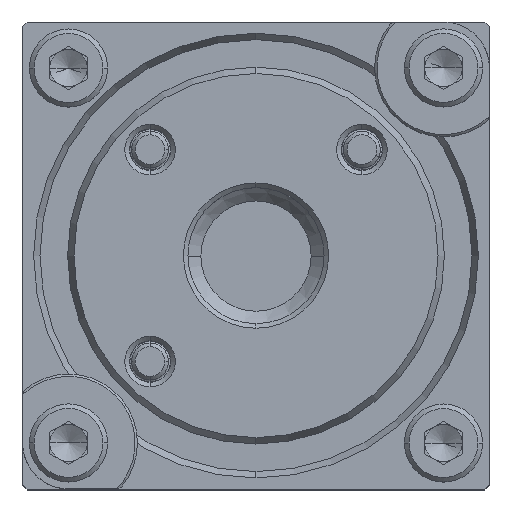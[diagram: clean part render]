
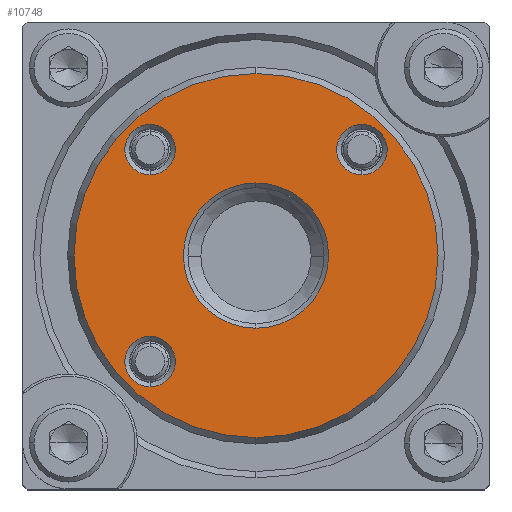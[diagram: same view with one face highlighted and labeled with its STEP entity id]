
A CAD part, top view. The second image highlights one B-rep face of the part: STEP entity #10748.
In plain terms, the highlighted face is planar.
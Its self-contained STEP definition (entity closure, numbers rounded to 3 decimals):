
#16 = EDGE_CURVE ( 'NONE', #6225, #7886, #7524, .T. ) ;
#146 = AXIS2_PLACEMENT_3D ( 'NONE', #2379, #9505, #3394 ) ;
#201 = DIRECTION ( 'NONE',  ( 0., 0., 1. ) ) ;
#218 = EDGE_CURVE ( 'NONE', #1792, #2272, #7685, .T. ) ;
#305 = EDGE_LOOP ( 'NONE', ( #6794, #9518 ) ) ;
#309 = CARTESIAN_POINT ( 'NONE',  ( 11.526, 0., -11.526 ) ) ;
#392 = EDGE_LOOP ( 'NONE', ( #10706, #6489 ) ) ;
#564 = CARTESIAN_POINT ( 'NONE',  ( 11.526, 0., -11.526 ) ) ;
#583 = CARTESIAN_POINT ( 'NONE',  ( 0., 0., 7.9 ) ) ;
#789 = CARTESIAN_POINT ( 'NONE',  ( -11.526, 0., -11.526 ) ) ;
#841 = EDGE_CURVE ( 'NONE', #11531, #8294, #4000, .T. ) ;
#999 = DIRECTION ( 'NONE',  ( 0., -1., 0. ) ) ;
#1033 = DIRECTION ( 'NONE',  ( 0., -1., 0. ) ) ;
#1090 = CARTESIAN_POINT ( 'NONE',  ( -11.526, 0., 8.776 ) ) ;
#1123 = CARTESIAN_POINT ( 'NONE',  ( -11.526, 0., 14.276 ) ) ;
#1196 = AXIS2_PLACEMENT_3D ( 'NONE', #5279, #12455, #6305 ) ;
#1227 = VERTEX_POINT ( 'NONE', #583 ) ;
#1267 = CARTESIAN_POINT ( 'NONE',  ( 0., 0., -19.807 ) ) ;
#1327 = DIRECTION ( 'NONE',  ( 0., 0., 1. ) ) ;
#1583 = DIRECTION ( 'NONE',  ( 0., 0., 1. ) ) ;
#1781 = AXIS2_PLACEMENT_3D ( 'NONE', #564, #7694, #1583 ) ;
#1792 = VERTEX_POINT ( 'NONE', #7604 ) ;
#1800 = DIRECTION ( 'NONE',  ( 0., 0., 1. ) ) ;
#1922 = FACE_OUTER_BOUND ( 'NONE', #392, .T. ) ;
#2222 = EDGE_CURVE ( 'NONE', #7886, #6225, #11316, .T. ) ;
#2272 = VERTEX_POINT ( 'NONE', #1267 ) ;
#2379 = CARTESIAN_POINT ( 'NONE',  ( 0., 0., 0. ) ) ;
#2473 = AXIS2_PLACEMENT_3D ( 'NONE', #8140, #999, #9146 ) ;
#2562 = DIRECTION ( 'NONE',  ( 0., 1., 0. ) ) ;
#2587 = ORIENTED_EDGE ( 'NONE', *, *, #9212, .T. ) ;
#2620 = AXIS2_PLACEMENT_3D ( 'NONE', #309, #7431, #1327 ) ;
#2718 = EDGE_CURVE ( 'NONE', #1227, #6361, #10663, .T. ) ;
#3004 = AXIS2_PLACEMENT_3D ( 'NONE', #12453, #6301, #201 ) ;
#3123 = EDGE_LOOP ( 'NONE', ( #4960, #5639 ) ) ;
#3186 = AXIS2_PLACEMENT_3D ( 'NONE', #7138, #1033, #8175 ) ;
#3258 = VERTEX_POINT ( 'NONE', #12058 ) ;
#3394 = DIRECTION ( 'NONE',  ( 0., 0., 1. ) ) ;
#3648 = EDGE_CURVE ( 'NONE', #2272, #1792, #3753, .T. ) ;
#3743 = EDGE_LOOP ( 'NONE', ( #5518, #2587 ) ) ;
#3753 = CIRCLE ( 'NONE', #11342, 19.807 ) ;
#3802 = VERTEX_POINT ( 'NONE', #7461 ) ;
#3946 = DIRECTION ( 'NONE',  ( 0., -1., 0. ) ) ;
#4000 = CIRCLE ( 'NONE', #2473, 2.75 ) ;
#4515 = AXIS2_PLACEMENT_3D ( 'NONE', #12809, #12855, #6716 ) ;
#4646 = FACE_BOUND ( 'NONE', #10276, .T. ) ;
#4955 = CIRCLE ( 'NONE', #1781, 2.75 ) ;
#4960 = ORIENTED_EDGE ( 'NONE', *, *, #9522, .T. ) ;
#5279 = CARTESIAN_POINT ( 'NONE',  ( 0., 0., 0. ) ) ;
#5518 = ORIENTED_EDGE ( 'NONE', *, *, #10710, .T. ) ;
#5538 = AXIS2_PLACEMENT_3D ( 'NONE', #10067, #3946, #11101 ) ;
#5639 = ORIENTED_EDGE ( 'NONE', *, *, #841, .T. ) ;
#5722 = EDGE_CURVE ( 'NONE', #6361, #1227, #7211, .T. ) ;
#6129 = ORIENTED_EDGE ( 'NONE', *, *, #16, .T. ) ;
#6225 = VERTEX_POINT ( 'NONE', #1123 ) ;
#6301 = DIRECTION ( 'NONE',  ( 0., -1., 0. ) ) ;
#6305 = DIRECTION ( 'NONE',  ( 0., 0., 1. ) ) ;
#6361 = VERTEX_POINT ( 'NONE', #11523 ) ;
#6433 = CIRCLE ( 'NONE', #2620, 2.75 ) ;
#6489 = ORIENTED_EDGE ( 'NONE', *, *, #218, .T. ) ;
#6716 = DIRECTION ( 'NONE',  ( 0., 0., 1. ) ) ;
#6794 = ORIENTED_EDGE ( 'NONE', *, *, #2718, .T. ) ;
#7138 = CARTESIAN_POINT ( 'NONE',  ( 0., 0., 0. ) ) ;
#7159 = AXIS2_PLACEMENT_3D ( 'NONE', #789, #7923, #1800 ) ;
#7211 = CIRCLE ( 'NONE', #146, 7.9 ) ;
#7358 = FACE_BOUND ( 'NONE', #3123, .T. ) ;
#7431 = DIRECTION ( 'NONE',  ( 0., -1., 0. ) ) ;
#7461 = CARTESIAN_POINT ( 'NONE',  ( 11.526, 0., -14.276 ) ) ;
#7524 = CIRCLE ( 'NONE', #5538, 2.75 ) ;
#7604 = CARTESIAN_POINT ( 'NONE',  ( 0., 0., 19.807 ) ) ;
#7685 = CIRCLE ( 'NONE', #1196, 19.807 ) ;
#7694 = DIRECTION ( 'NONE',  ( 0., -1., 0. ) ) ;
#7886 = VERTEX_POINT ( 'NONE', #1090 ) ;
#7923 = DIRECTION ( 'NONE',  ( 0., -1., 0. ) ) ;
#8049 = CARTESIAN_POINT ( 'NONE',  ( -11.526, 0., -8.776 ) ) ;
#8140 = CARTESIAN_POINT ( 'NONE',  ( -11.526, 0., -11.526 ) ) ;
#8175 = DIRECTION ( 'NONE',  ( 0., 0., 1. ) ) ;
#8294 = VERTEX_POINT ( 'NONE', #8049 ) ;
#8670 = CARTESIAN_POINT ( 'NONE',  ( 0., 0., 0. ) ) ;
#9146 = DIRECTION ( 'NONE',  ( 0., 0., 1. ) ) ;
#9212 = EDGE_CURVE ( 'NONE', #3802, #3258, #6433, .T. ) ;
#9505 = DIRECTION ( 'NONE',  ( 0., -1., 0. ) ) ;
#9518 = ORIENTED_EDGE ( 'NONE', *, *, #5722, .T. ) ;
#9522 = EDGE_CURVE ( 'NONE', #8294, #11531, #11074, .T. ) ;
#9693 = DIRECTION ( 'NONE',  ( 0., 0., 1. ) ) ;
#9750 = PLANE ( 'NONE',  #4515 ) ;
#10067 = CARTESIAN_POINT ( 'NONE',  ( -11.526, 0., 11.526 ) ) ;
#10079 = FACE_BOUND ( 'NONE', #3743, .T. ) ;
#10276 = EDGE_LOOP ( 'NONE', ( #6129, #13076 ) ) ;
#10417 = FACE_BOUND ( 'NONE', #305, .T. ) ;
#10663 = CIRCLE ( 'NONE', #3186, 7.9 ) ;
#10706 = ORIENTED_EDGE ( 'NONE', *, *, #3648, .T. ) ;
#10710 = EDGE_CURVE ( 'NONE', #3258, #3802, #4955, .T. ) ;
#10748 = ADVANCED_FACE ( 'NONE', ( #7358, #10079, #10417, #4646, #1922 ), #9750, .T. ) ;
#11074 = CIRCLE ( 'NONE', #7159, 2.75 ) ;
#11101 = DIRECTION ( 'NONE',  ( 0., 0., 1. ) ) ;
#11316 = CIRCLE ( 'NONE', #3004, 2.75 ) ;
#11342 = AXIS2_PLACEMENT_3D ( 'NONE', #8670, #2562, #9693 ) ;
#11523 = CARTESIAN_POINT ( 'NONE',  ( 0., 0., -7.9 ) ) ;
#11531 = VERTEX_POINT ( 'NONE', #13063 ) ;
#12058 = CARTESIAN_POINT ( 'NONE',  ( 11.526, 0., -8.776 ) ) ;
#12453 = CARTESIAN_POINT ( 'NONE',  ( -11.526, 0., 11.526 ) ) ;
#12455 = DIRECTION ( 'NONE',  ( 0., 1., 0. ) ) ;
#12809 = CARTESIAN_POINT ( 'NONE',  ( 0., 0., 0. ) ) ;
#12855 = DIRECTION ( 'NONE',  ( 0., 1., 0. ) ) ;
#13063 = CARTESIAN_POINT ( 'NONE',  ( -11.526, 0., -14.276 ) ) ;
#13076 = ORIENTED_EDGE ( 'NONE', *, *, #2222, .T. ) ;
